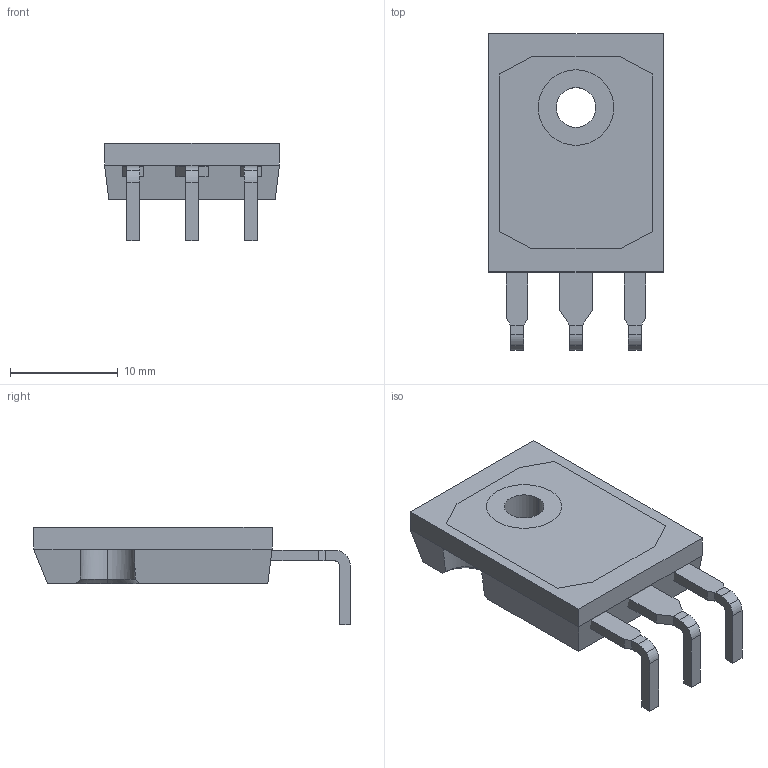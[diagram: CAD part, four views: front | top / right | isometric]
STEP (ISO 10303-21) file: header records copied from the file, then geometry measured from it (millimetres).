
FILE_DESCRIPTION((''),'2;1');
FILE_NAME('TO-247-HFLIP.stp','2009-04-08T16:12:39',(''),(''),'Mechanical Desktop 2006','Mechanical Desktop 2006',', , ');
FILE_SCHEMA(('AUTOMOTIVE_DESIGN { 1 2 10303 214 0 1 1 1 }'));
Length unit declared in the file: millimetre
Products named in the file (1): Product
Bounding box: 16.2 x 29.36 x 9 mm (x, y, z)
Volume: 1727.7 mm3; surface area: 1778.6 mm2
Topology: 8 solids, 8 shells, 108 faces, 261 edges, 172 vertices
Faces by surface type: plane 82, cylinder 22, cone 4
Entity records: 3179 total; most frequent: CARTESIAN_POINT 549, DIRECTION 527, ORIENTED_EDGE 520, EDGE_CURVE 260, VECTOR 205, LINE 205, VERTEX_POINT 170, AXIS2_PLACEMENT_3D 161
